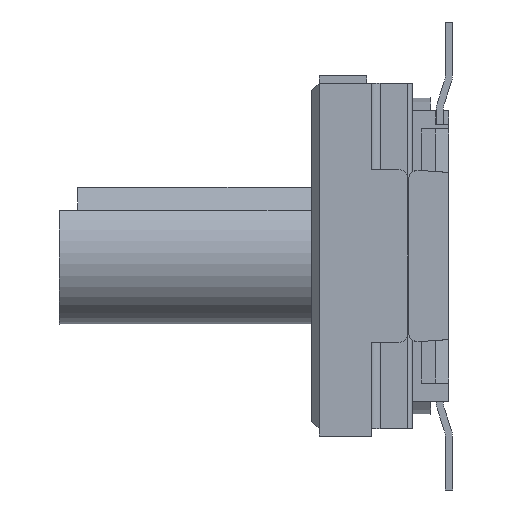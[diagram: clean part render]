
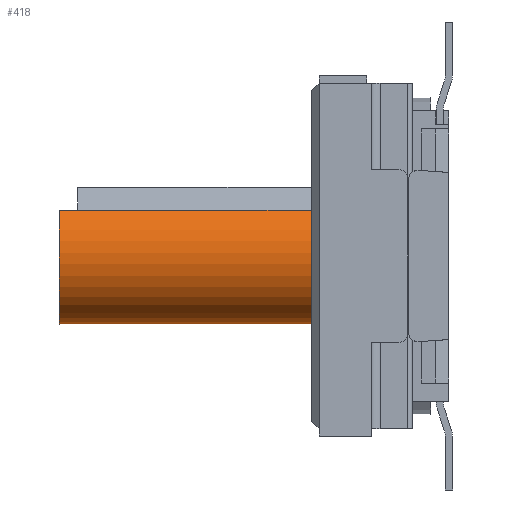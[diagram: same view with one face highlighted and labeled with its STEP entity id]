
A CAD part, left-side view. The second image highlights one B-rep face of the part: STEP entity #418.
In plain terms, the highlighted cylindrical face has radius 1.905 mm (diameter 3.81 mm), a partial arc.
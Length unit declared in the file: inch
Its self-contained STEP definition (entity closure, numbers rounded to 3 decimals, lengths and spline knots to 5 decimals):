
#418 = ADVANCED_FACE( '', ( #1080 ), #1081, .T. );
#1080 = FACE_OUTER_BOUND( '', #2011, .T. );
#1081 = CYLINDRICAL_SURFACE( '', #2012, 0.075 );
#2011 = EDGE_LOOP( '', ( #3025, #3026, #3027, #3028 ) );
#2012 = AXIS2_PLACEMENT_3D( '', #3029, #3030, #3031 );
#3025 = ORIENTED_EDGE( '', *, *, #5904, .T. );
#3026 = ORIENTED_EDGE( '', *, *, #5905, .F. );
#3027 = ORIENTED_EDGE( '', *, *, #5906, .F. );
#3028 = ORIENTED_EDGE( '', *, *, #5907, .T. );
#3029 = CARTESIAN_POINT( '', ( 0., 0.276, 0. ) );
#3030 = DIRECTION( '', ( 0., 1., 0. ) );
#3031 = DIRECTION( '', ( 0., 0., -1. ) );
#5904 = EDGE_CURVE( '', #7141, #7142, #7143, .T. );
#5905 = EDGE_CURVE( '', #7144, #7142, #7145, .T. );
#5906 = EDGE_CURVE( '', #7146, #7144, #7147, .T. );
#5907 = EDGE_CURVE( '', #7146, #7141, #7148, .T. );
#7141 = VERTEX_POINT( '', #8931 );
#7142 = VERTEX_POINT( '', #8932 );
#7143 = CIRCLE( '', #8933, 0.075 );
#7144 = VERTEX_POINT( '', #8934 );
#7145 = LINE( '', #8935, #8936 );
#7146 = VERTEX_POINT( '', #8937 );
#7147 = CIRCLE( '', #8938, 0.075 );
#7148 = LINE( '', #8939, #8940 );
#8931 = CARTESIAN_POINT( '', ( -0.0559, -0.03, -0.05 ) );
#8932 = CARTESIAN_POINT( '', ( 0.0559, -0.03, -0.05 ) );
#8933 = AXIS2_PLACEMENT_3D( '', #11266, #11267, #11268 );
#8934 = CARTESIAN_POINT( '', ( 0.0559, 0.276, -0.05 ) );
#8935 = CARTESIAN_POINT( '', ( 0.0559, 0.276, -0.05 ) );
#8936 = VECTOR( '', #11269, 39.37008 );
#8937 = CARTESIAN_POINT( '', ( -0.0559, 0.276, -0.05 ) );
#8938 = AXIS2_PLACEMENT_3D( '', #11270, #11271, #11272 );
#8939 = CARTESIAN_POINT( '', ( -0.0559, 0.276, -0.05 ) );
#8940 = VECTOR( '', #11273, 39.37008 );
#11266 = CARTESIAN_POINT( '', ( 0., -0.03, 0. ) );
#11267 = DIRECTION( '', ( 0., 1., 0. ) );
#11268 = DIRECTION( '', ( 1., 0., 0. ) );
#11269 = DIRECTION( '', ( 0., -1., 0. ) );
#11270 = CARTESIAN_POINT( '', ( 0., 0.276, 0. ) );
#11271 = DIRECTION( '', ( 0., 1., 0. ) );
#11272 = DIRECTION( '', ( 1., 0., 0. ) );
#11273 = DIRECTION( '', ( 0., -1., 0. ) );
